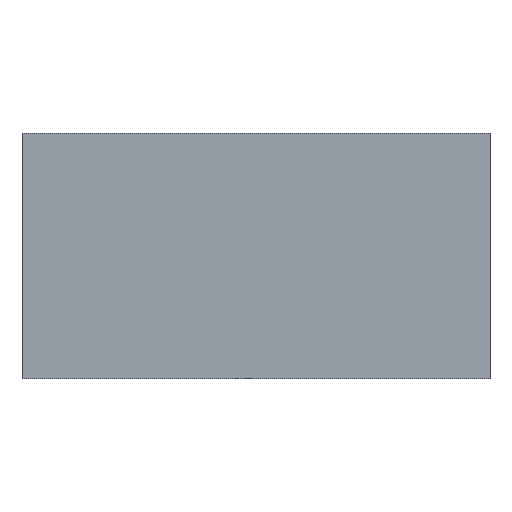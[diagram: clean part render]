
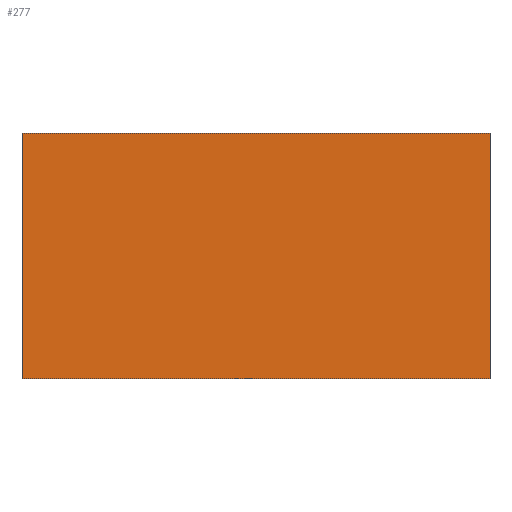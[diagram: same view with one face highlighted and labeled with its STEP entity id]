
A CAD part, left-side view. The second image highlights one B-rep face of the part: STEP entity #277.
In plain terms, the highlighted planar face has unit normal (-1, 0, 0).
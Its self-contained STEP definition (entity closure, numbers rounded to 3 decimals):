
#1 = VECTOR ( 'NONE', #55, 1000. ) ;
#8 = LINE ( 'NONE', #52, #15 ) ;
#15 = VECTOR ( 'NONE', #42, 1000. ) ;
#20 = EDGE_LOOP ( 'NONE', ( #394, #143, #116, #115 ) ) ;
#23 = VECTOR ( 'NONE', #131, 1000. ) ;
#42 = DIRECTION ( 'NONE',  ( 0., -1., 0. ) ) ;
#47 = VERTEX_POINT ( 'NONE', #626 ) ;
#50 = DIRECTION ( 'NONE',  ( 0., 0., -1. ) ) ;
#52 = CARTESIAN_POINT ( 'NONE',  ( -6., 20., 21. ) ) ;
#55 = DIRECTION ( 'NONE',  ( 0., 0., -1. ) ) ;
#56 = LINE ( 'NONE', #73, #1 ) ;
#71 = DIRECTION ( 'NONE',  ( 0., 1., 0. ) ) ;
#73 = CARTESIAN_POINT ( 'NONE',  ( -6., -20., 17. ) ) ;
#75 = DIRECTION ( 'NONE',  ( 1., 0., 0. ) ) ;
#79 = VERTEX_POINT ( 'NONE', #95 ) ;
#84 = CARTESIAN_POINT ( 'NONE',  ( -6., 20., 17. ) ) ;
#95 = CARTESIAN_POINT ( 'NONE',  ( -6., 20., 21. ) ) ;
#98 = PLANE ( 'NONE',  #130 ) ;
#107 = LINE ( 'NONE', #149, #23 ) ;
#115 = ORIENTED_EDGE ( 'NONE', *, *, #286, .T. ) ;
#116 = ORIENTED_EDGE ( 'NONE', *, *, #575, .F. ) ;
#130 = AXIS2_PLACEMENT_3D ( 'NONE', #259, #75, #71 ) ;
#131 = DIRECTION ( 'NONE',  ( 0., -1., 0. ) ) ;
#143 = ORIENTED_EDGE ( 'NONE', *, *, #568, .F. ) ;
#149 = CARTESIAN_POINT ( 'NONE',  ( -6., 20., 0. ) ) ;
#227 = VERTEX_POINT ( 'NONE', #406 ) ;
#244 = VERTEX_POINT ( 'NONE', #307 ) ;
#259 = CARTESIAN_POINT ( 'NONE',  ( -6., 20., 17. ) ) ;
#277 = ADVANCED_FACE ( 'NONE', ( #468 ), #98, .F. ) ;
#286 = EDGE_CURVE ( 'NONE', #79, #47, #464, .T. ) ;
#307 = CARTESIAN_POINT ( 'NONE',  ( -6., -20., 0. ) ) ;
#394 = ORIENTED_EDGE ( 'NONE', *, *, #564, .T. ) ;
#406 = CARTESIAN_POINT ( 'NONE',  ( -6., -20., 21. ) ) ;
#464 = LINE ( 'NONE', #84, #477 ) ;
#468 = FACE_OUTER_BOUND ( 'NONE', #20, .T. ) ;
#477 = VECTOR ( 'NONE', #50, 1000. ) ;
#564 = EDGE_CURVE ( 'NONE', #47, #244, #107, .T. ) ;
#568 = EDGE_CURVE ( 'NONE', #227, #244, #56, .T. ) ;
#575 = EDGE_CURVE ( 'NONE', #79, #227, #8, .T. ) ;
#626 = CARTESIAN_POINT ( 'NONE',  ( -6., 20., 0. ) ) ;
